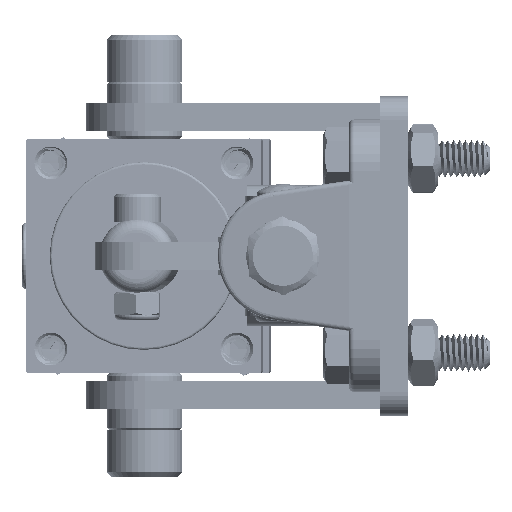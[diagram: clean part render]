
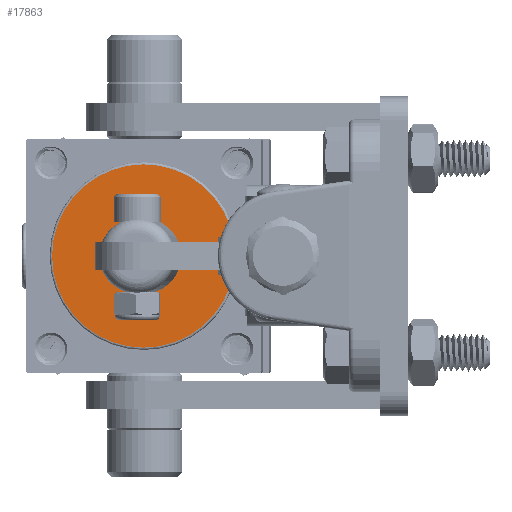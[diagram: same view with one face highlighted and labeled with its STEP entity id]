
A CAD part, left-side view. The second image highlights one B-rep face of the part: STEP entity #17863.
In plain terms, the highlighted face is planar.
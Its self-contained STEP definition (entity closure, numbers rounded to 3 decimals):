
#2176 = DIRECTION ( 'NONE',  ( 0., 0., -1. ) ) ;
#4356 = CIRCLE ( 'NONE', #12049, 8. ) ;
#5595 = VERTEX_POINT ( 'NONE', #37897 ) ;
#6096 = CIRCLE ( 'NONE', #62890, 19.5 ) ;
#8833 = ORIENTED_EDGE ( 'NONE', *, *, #32338, .T. ) ;
#9653 = DIRECTION ( 'NONE',  ( 0., 0., -1. ) ) ;
#9908 = CARTESIAN_POINT ( 'NONE',  ( 0., 0., 0. ) ) ;
#11479 = CARTESIAN_POINT ( 'NONE',  ( -8., 0., 0. ) ) ;
#12049 = AXIS2_PLACEMENT_3D ( 'NONE', #9908, #52762, #16062 ) ;
#12592 = ORIENTED_EDGE ( 'NONE', *, *, #75050, .F. ) ;
#16062 = DIRECTION ( 'NONE',  ( -1., 0., 0. ) ) ;
#16929 = EDGE_CURVE ( 'NONE', #5595, #76573, #37976, .T. ) ;
#17863 = ADVANCED_FACE ( 'NONE', ( #59900, #29345 ), #28171, .F. ) ;
#18636 = CARTESIAN_POINT ( 'NONE',  ( 0., 0., 0. ) ) ;
#24795 = DIRECTION ( 'NONE',  ( -1., 0., 0. ) ) ;
#28171 = PLANE ( 'NONE',  #73582 ) ;
#29345 = FACE_BOUND ( 'NONE', #70883, .T. ) ;
#32338 = EDGE_CURVE ( 'NONE', #68385, #42515, #6096, .T. ) ;
#34328 = DIRECTION ( 'NONE',  ( 1., 0., 0. ) ) ;
#37897 = CARTESIAN_POINT ( 'NONE',  ( 8., 0., 0. ) ) ;
#37976 = CIRCLE ( 'NONE', #61697, 8. ) ;
#38917 = CARTESIAN_POINT ( 'NONE',  ( 0., 0., 0. ) ) ;
#42515 = VERTEX_POINT ( 'NONE', #71643 ) ;
#44551 = ORIENTED_EDGE ( 'NONE', *, *, #52590, .T. ) ;
#45097 = DIRECTION ( 'NONE',  ( 1., 0., 0. ) ) ;
#46288 = EDGE_LOOP ( 'NONE', ( #44551, #8833 ) ) ;
#46366 = CARTESIAN_POINT ( 'NONE',  ( 0., 0., 0. ) ) ;
#47044 = ORIENTED_EDGE ( 'NONE', *, *, #16929, .F. ) ;
#51643 = AXIS2_PLACEMENT_3D ( 'NONE', #38917, #2176, #45097 ) ;
#52496 = DIRECTION ( 'NONE',  ( 1., 0., 0. ) ) ;
#52590 = EDGE_CURVE ( 'NONE', #42515, #68385, #60257, .T. ) ;
#52762 = DIRECTION ( 'NONE',  ( 0., 0., -1. ) ) ;
#57503 = CARTESIAN_POINT ( 'NONE',  ( -19.5, 0., 0. ) ) ;
#58342 = CARTESIAN_POINT ( 'NONE',  ( 0., 0., 0. ) ) ;
#59900 = FACE_OUTER_BOUND ( 'NONE', #46288, .T. ) ;
#60257 = CIRCLE ( 'NONE', #51643, 19.5 ) ;
#61411 = DIRECTION ( 'NONE',  ( 0., 0., -1. ) ) ;
#61697 = AXIS2_PLACEMENT_3D ( 'NONE', #18636, #61411, #24795 ) ;
#62890 = AXIS2_PLACEMENT_3D ( 'NONE', #46366, #9653, #52496 ) ;
#68385 = VERTEX_POINT ( 'NONE', #57503 ) ;
#70883 = EDGE_LOOP ( 'NONE', ( #12592, #47044 ) ) ;
#70931 = DIRECTION ( 'NONE',  ( 0., 0., 1. ) ) ;
#71643 = CARTESIAN_POINT ( 'NONE',  ( 19.5, 0., 0. ) ) ;
#73582 = AXIS2_PLACEMENT_3D ( 'NONE', #58342, #70931, #34328 ) ;
#75050 = EDGE_CURVE ( 'NONE', #76573, #5595, #4356, .T. ) ;
#76573 = VERTEX_POINT ( 'NONE', #11479 ) ;
